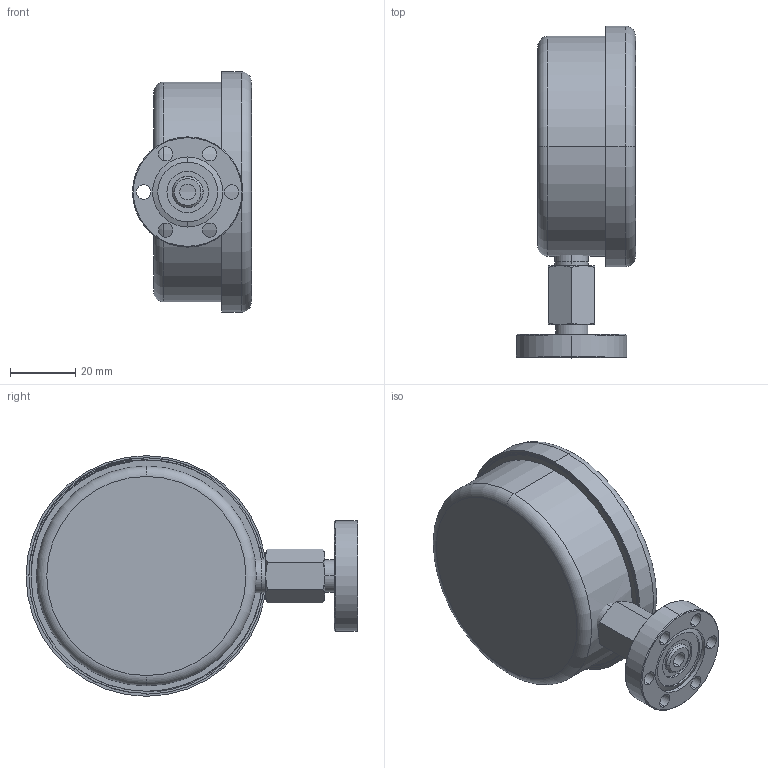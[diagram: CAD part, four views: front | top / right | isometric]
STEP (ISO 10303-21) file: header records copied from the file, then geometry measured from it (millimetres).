
FILE_DESCRIPTION (( 'STEP AP203' ), '1' );
FILE_NAME ('432014.STEP', '2011-02-02T18:19:49', ( 'MIS' ), ( 'Microsoft' ), 'SwSTEP 2.0', 'SolidWorks 2010', '' );
FILE_SCHEMA (( 'CONFIG_CONTROL_DESIGN' ));
Length unit declared in the file: inch
Products named in the file (1): 432014
Bounding box: 36.45 x 101.6 x 73.66 mm (x, y, z)
Volume: 36590.3 mm3; surface area: 37018.5 mm2
Topology: 6 solids, 6 shells, 156 faces, 360 edges, 224 vertices
Faces by surface type: cylinder 74, cone 34, plane 28, torus 14, bspline 6
Entity records: 6306 total; most frequent: CARTESIAN_POINT 2779, DIRECTION 729, ORIENTED_EDGE 720, EDGE_CURVE 360, AXIS2_PLACEMENT_3D 310, VERTEX_POINT 224, EDGE_LOOP 186, CIRCLE 159
